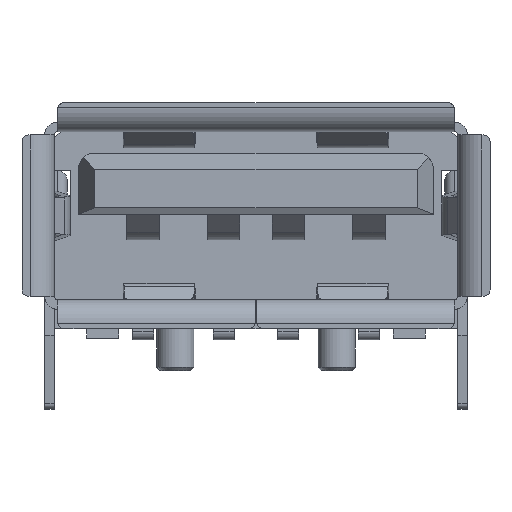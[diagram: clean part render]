
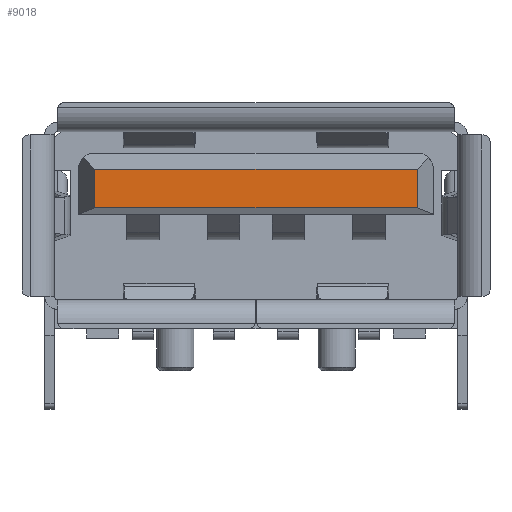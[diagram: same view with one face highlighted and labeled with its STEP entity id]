
A CAD part, front view. The second image highlights one B-rep face of the part: STEP entity #9018.
In plain terms, the highlighted planar face has unit normal (0, -1, 0).
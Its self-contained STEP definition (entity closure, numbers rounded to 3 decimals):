
#815=ORIENTED_EDGE('',*,*,#3477,.T.);
#816=ORIENTED_EDGE('',*,*,#3478,.T.);
#817=ORIENTED_EDGE('',*,*,#3479,.T.);
#818=ORIENTED_EDGE('',*,*,#3480,.T.);
#3477=EDGE_CURVE('',#4786,#4787,#5717,.T.);
#3478=EDGE_CURVE('',#4787,#4788,#5718,.T.);
#3479=EDGE_CURVE('',#4788,#4789,#5719,.T.);
#3480=EDGE_CURVE('',#4789,#4786,#5720,.T.);
#4786=VERTEX_POINT('',#13653);
#4787=VERTEX_POINT('',#13654);
#4788=VERTEX_POINT('',#13656);
#4789=VERTEX_POINT('',#13658);
#5717=LINE('',#13652,#6763);
#5718=LINE('',#13655,#6764);
#5719=LINE('',#13657,#6765);
#5720=LINE('',#13659,#6766);
#6763=VECTOR('',#10910,1000.);
#6764=VECTOR('',#10911,1000.);
#6765=VECTOR('',#10912,1000.);
#6766=VECTOR('',#10913,1000.);
#7614=EDGE_LOOP('',(#815,#816,#817,#818));
#8154=FACE_BOUND('',#7614,.T.);
#8689=PLANE('',#9875);
#9018=ADVANCED_FACE('',(#8154),#8689,.F.);
#9875=AXIS2_PLACEMENT_3D('',#13651,#10908,#10909);
#10908=DIRECTION('',(0.,1.,0.));
#10909=DIRECTION('',(0.,0.,1.));
#10910=DIRECTION('',(0.,0.,-1.));
#10911=DIRECTION('',(1.,0.,0.));
#10912=DIRECTION('',(0.,0.,1.));
#10913=DIRECTION('',(-1.,0.,0.));
#13651=CARTESIAN_POINT('',(0.,-10.65,0.));
#13652=CARTESIAN_POINT('',(-5.,-10.65,0.64));
#13653=CARTESIAN_POINT('',(-5.,-10.65,2.04));
#13654=CARTESIAN_POINT('',(-5.,-10.65,0.84));
#13655=CARTESIAN_POINT('',(5.,-10.65,0.84));
#13656=CARTESIAN_POINT('',(5.,-10.65,0.84));
#13657=CARTESIAN_POINT('',(5.,-10.65,2.54));
#13658=CARTESIAN_POINT('',(5.,-10.65,2.04));
#13659=CARTESIAN_POINT('',(-5.5,-10.65,2.04));
